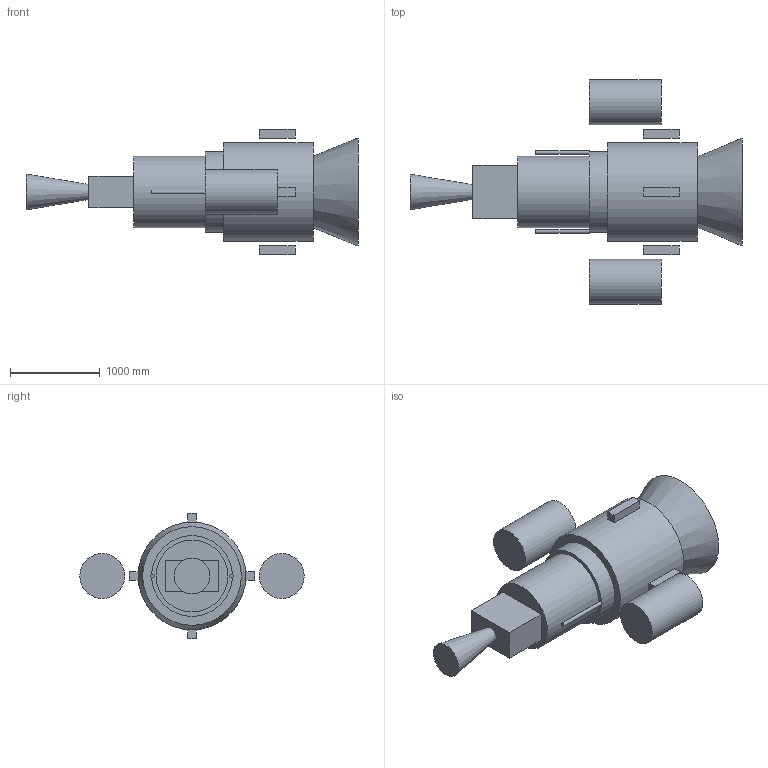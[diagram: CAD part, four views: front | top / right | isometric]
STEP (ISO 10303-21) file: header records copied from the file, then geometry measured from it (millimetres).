
FILE_DESCRIPTION(('FreeCAD Model'),'2;1');
FILE_NAME('Open CASCADE Shape Model','2025-09-09T08:22:02',('Author'),( ''),'Open CASCADE STEP processor 7.8','FreeCAD','Unknown');
FILE_SCHEMA(('AUTOMOTIVE_DESIGN { 1 0 10303 214 1 1 1 1 }'));
Length unit declared in the file: millimetre
Products named in the file (14): Rear; Nose; Mid; Destiny_Ship; Hull; Cockpit; Reactor; Nozzle; Trusses; Wing_Right; Wing_Left; Fin_Vertical; SideThruster_Right; SideThruster_Left
Assembly tree (10 placements, depth 2):
  Rear
  Nose
  Mid
  Destiny_Ship
    Hull
    Cockpit
    Reactor
    Nozzle
    Trusses
    Wing_Right
    Wing_Left
    Fin_Vertical
    SideThruster_Right
    SideThruster_Left
Bounding box: 3700 x 2500 x 1400 mm (x, y, z)
Volume: 4760938617.8 mm3; surface area: 32987823.5 mm2
Topology: 17 solids, 17 shells, 65 faces, 99 edges, 66 vertices
Faces by surface type: plane 52, cylinder 9, cone 4
Full cylindrical faces by diameter (mm): 40 x2, 500 x2, 800 x2, 900 x1, 1100 x2
Entity records: 3058 total; most frequent: DIRECTION 463, CARTESIAN_POINT 430, LINE 242, VECTOR 242, ORIENTED_EDGE 192, PCURVE 192, DEFINITIONAL_REPRESENTATION 192, AXIS2_PLACEMENT_3D 99
